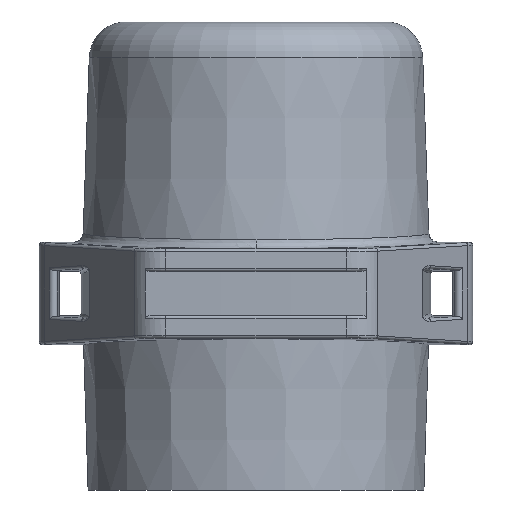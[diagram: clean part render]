
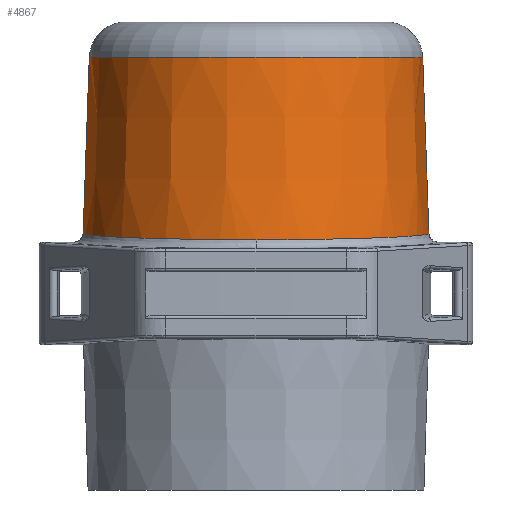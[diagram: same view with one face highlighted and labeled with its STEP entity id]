
A CAD part, front view. The second image highlights one B-rep face of the part: STEP entity #4867.
In plain terms, the highlighted conical face has half-angle 2 degrees and reference radius 14.986 mm.
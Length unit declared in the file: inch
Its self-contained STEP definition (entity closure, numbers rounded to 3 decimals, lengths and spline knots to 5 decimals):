
#97 = CARTESIAN_POINT ( 'NONE',  ( 0.56802, 0., 0.62936 ) ) ;
#160 = ORIENTED_EDGE ( 'NONE', *, *, #2001, .T. ) ;
#194 = CARTESIAN_POINT ( 'NONE',  ( 0.43024, -0.4034, 0.01534 ) ) ;
#240 = CARTESIAN_POINT ( 'NONE',  ( 0.15276, -0.56987, 0.00922 ) ) ;
#300 = EDGE_CURVE ( 'NONE', #1830, #4567, #3239, .T. ) ;
#302 = AXIS2_PLACEMENT_3D ( 'NONE', #3134, #830, #4628 ) ;
#332 = CARTESIAN_POINT ( 'NONE',  ( -0.58515, -0.07785, 0.02732 ) ) ;
#389 = VECTOR ( 'NONE', #2903, 39.37008 ) ;
#429 = CARTESIAN_POINT ( 'NONE',  ( -0.38914, -0.44454, 0.01383 ) ) ;
#585 = CARTESIAN_POINT ( 'NONE',  ( 0.2947, -0.51104, 0.01139 ) ) ;
#608 = CARTESIAN_POINT ( 'NONE',  ( 0.58522, -0.07723, 0.02734 ) ) ;
#620 = VECTOR ( 'NONE', #3697, 39.37008 ) ;
#670 = CIRCLE ( 'NONE', #4730, 0.56802 ) ;
#686 = DIRECTION ( 'NONE',  ( -1., 0., 0. ) ) ;
#797 = CARTESIAN_POINT ( 'NONE',  ( -0.57014, -0.15331, 0.02454 ) ) ;
#830 = DIRECTION ( 'NONE',  ( 0., 0., -1. ) ) ;
#989 = CARTESIAN_POINT ( 'NONE',  ( 0.58895, 0., 0.03018 ) ) ;
#1010 = CARTESIAN_POINT ( 'NONE',  ( 0.55824, -0.18945, 0.02321 ) ) ;
#1036 = CARTESIAN_POINT ( 'NONE',  ( 0.07674, -0.58597, 0.00863 ) ) ;
#1068 = CARTESIAN_POINT ( 'NONE',  ( 0., 0., 0.62936 ) ) ;
#1101 = CARTESIAN_POINT ( 'NONE',  ( -0.15304, -0.57078, 0.00919 ) ) ;
#1129 = CARTESIAN_POINT ( 'NONE',  ( -0.44411, -0.38952, 0.01586 ) ) ;
#1169 = CARTESIAN_POINT ( 'NONE',  ( -0.58895, 0., 0.03018 ) ) ;
#1230 = FACE_OUTER_BOUND ( 'NONE', #4829, .T. ) ;
#1296 = ORIENTED_EDGE ( 'NONE', *, *, #2477, .T. ) ;
#1389 = CARTESIAN_POINT ( 'NONE',  ( 0.55167, -0.20787, 0.02253 ) ) ;
#1440 = CARTESIAN_POINT ( 'NONE',  ( 0.56941, -0.15242, 0.02457 ) ) ;
#1503 = CARTESIAN_POINT ( 'NONE',  ( -0.52856, -0.26125, 0.02057 ) ) ;
#1523 = ORIENTED_EDGE ( 'NONE', *, *, #1550, .F. ) ;
#1550 = EDGE_CURVE ( 'NONE', #2255, #4764, #4796, .T. ) ;
#1575 = CARTESIAN_POINT ( 'NONE',  ( -0.29503, -0.51084, 0.01139 ) ) ;
#1758 = CARTESIAN_POINT ( 'NONE',  ( 0.22588, -0.54568, 0.01011 ) ) ;
#1783 = CARTESIAN_POINT ( 'NONE',  ( 0.26065, -0.52924, 0.01072 ) ) ;
#1798 = VERTEX_POINT ( 'NONE', #2711 ) ;
#1830 = VERTEX_POINT ( 'NONE', #1169 ) ;
#1948 = CARTESIAN_POINT ( 'NONE',  ( -0.31154, -0.50093, 0.01176 ) ) ;
#2001 = EDGE_CURVE ( 'NONE', #1798, #1830, #4746, .T. ) ;
#2073 = ORIENTED_EDGE ( 'NONE', *, *, #300, .T. ) ;
#2128 = CARTESIAN_POINT ( 'NONE',  ( 0.59, 0., 0. ) ) ;
#2133 = CARTESIAN_POINT ( 'NONE',  ( 0.51145, -0.29532, 0.01932 ) ) ;
#2162 = B_SPLINE_CURVE_WITH_KNOTS ( 'NONE', 3,
 ( #3485, #3282, #1036, #4411, #240, #2890, #1758, #1783, #585, #2913, #4804, #3234, #194, #4757, #4084, #3303, #2133, #4434, #1389, #1010, #1440, #2959, #608, #2486, #989 ),
 .UNSPECIFIED., .F., .F.,
 ( 4, 2, 2, 1, 2, 2, 2, 2, 2, 2, 2, 2, 4 ),
 ( 0.0237, 0.02667, 0.02815, 0.02963, 0.03111, 0.0326, 0.03556, 0.03704, 0.03853, 0.04149, 0.04297, 0.04446, 0.04742 ),
 .UNSPECIFIED. ) ;
#2219 = CARTESIAN_POINT ( 'NONE',  ( -0.46851, -0.35969, 0.01695 ) ) ;
#2240 = CARTESIAN_POINT ( 'NONE',  ( -0.03848, -0.58877, 0.00853 ) ) ;
#2255 = VERTEX_POINT ( 'NONE', #97 ) ;
#2320 = CARTESIAN_POINT ( 'NONE',  ( -0.51035, -0.29533, 0.01932 ) ) ;
#2409 = CARTESIAN_POINT ( 'NONE',  ( 0., -0.5897, 0.00849 ) ) ;
#2451 = CONICAL_SURFACE ( 'NONE', #302, 0.59, 0.035 ) ;
#2477 = EDGE_CURVE ( 'NONE', #2255, #1798, #670, .T. ) ;
#2486 = CARTESIAN_POINT ( 'NONE',  ( 0.589, -0.03894, 0.02875 ) ) ;
#2622 = CARTESIAN_POINT ( 'NONE',  ( -0.09636, -0.58209, 0.00878 ) ) ;
#2711 = CARTESIAN_POINT ( 'NONE',  ( -0.56802, 0., 0.62936 ) ) ;
#2877 = CARTESIAN_POINT ( 'NONE',  ( -0.59, 0., 0. ) ) ;
#2890 = CARTESIAN_POINT ( 'NONE',  ( 0.18968, -0.55865, 0.00964 ) ) ;
#2903 = DIRECTION ( 'NONE',  ( -0.035, 0., -0.999 ) ) ;
#2913 = CARTESIAN_POINT ( 'NONE',  ( 0.31145, -0.50099, 0.01176 ) ) ;
#2959 = CARTESIAN_POINT ( 'NONE',  ( 0.57406, -0.13374, 0.02526 ) ) ;
#3059 = CARTESIAN_POINT ( 'NONE',  ( 0.58895, 0., 0.03018 ) ) ;
#3075 = CARTESIAN_POINT ( 'NONE',  ( -0.58895, 0., 0.03018 ) ) ;
#3099 = CARTESIAN_POINT ( 'NONE',  ( -0.26091, -0.52911, 0.01072 ) ) ;
#3134 = CARTESIAN_POINT ( 'NONE',  ( 0., 0., 0. ) ) ;
#3234 = CARTESIAN_POINT ( 'NONE',  ( 0.38946, -0.44422, 0.01384 ) ) ;
#3239 = B_SPLINE_CURVE_WITH_KNOTS ( 'NONE', 3,
 ( #3075, #4224, #332, #797, #3474, #4548, #1503, #2320, #3844, #2219, #1129, #429, #4176, #1948, #1575, #3099, #4523, #3370, #1101, #2622, #4151, #2240, #3766, #4669 ),
 .UNSPECIFIED., .F., .F.,
 ( 4, 2, 2, 2, 2, 2, 2, 2, 2, 2, 2, 4 ),
 ( 0., 0.00296, 0.00593, 0.00741, 0.00889, 0.01185, 0.01481, 0.01629, 0.01778, 0.02074, 0.02222, 0.0237 ),
 .UNSPECIFIED. ) ;
#3282 = CARTESIAN_POINT ( 'NONE',  ( 0.03847, -0.5897, 0.00849 ) ) ;
#3303 = CARTESIAN_POINT ( 'NONE',  ( 0.4794, -0.3434, 0.01755 ) ) ;
#3370 = CARTESIAN_POINT ( 'NONE',  ( -0.18976, -0.55963, 0.0096 ) ) ;
#3474 = CARTESIAN_POINT ( 'NONE',  ( -0.55904, -0.19003, 0.02319 ) ) ;
#3485 = CARTESIAN_POINT ( 'NONE',  ( 0., -0.5897, 0.00849 ) ) ;
#3697 = DIRECTION ( 'NONE',  ( 0.035, 0., -0.999 ) ) ;
#3766 = CARTESIAN_POINT ( 'NONE',  ( -0.01922, -0.5897, 0.00849 ) ) ;
#3844 = CARTESIAN_POINT ( 'NONE',  ( -0.50047, -0.31182, 0.01871 ) ) ;
#4084 = CARTESIAN_POINT ( 'NONE',  ( 0.46785, -0.35902, 0.01698 ) ) ;
#4151 = CARTESIAN_POINT ( 'NONE',  ( -0.07712, -0.58495, 0.00867 ) ) ;
#4176 = CARTESIAN_POINT ( 'NONE',  ( -0.3594, -0.46891, 0.01294 ) ) ;
#4224 = CARTESIAN_POINT ( 'NONE',  ( -0.589, -0.03891, 0.02875 ) ) ;
#4411 = CARTESIAN_POINT ( 'NONE',  ( 0.13384, -0.57462, 0.00905 ) ) ;
#4434 = CARTESIAN_POINT ( 'NONE',  ( 0.52952, -0.26144, 0.02056 ) ) ;
#4491 = DIRECTION ( 'NONE',  ( 0., 0., -1. ) ) ;
#4523 = CARTESIAN_POINT ( 'NONE',  ( -0.24326, -0.53747, 0.01042 ) ) ;
#4548 = CARTESIAN_POINT ( 'NONE',  ( -0.53691, -0.24358, 0.02122 ) ) ;
#4567 = VERTEX_POINT ( 'NONE', #2409 ) ;
#4624 = EDGE_CURVE ( 'NONE', #4567, #4764, #2162, .T. ) ;
#4628 = DIRECTION ( 'NONE',  ( 1., 0., 0. ) ) ;
#4669 = CARTESIAN_POINT ( 'NONE',  ( 0., -0.5897, 0.00849 ) ) ;
#4730 = AXIS2_PLACEMENT_3D ( 'NONE', #1068, #4491, #686 ) ;
#4746 = LINE ( 'NONE', #2877, #389 ) ;
#4757 = CARTESIAN_POINT ( 'NONE',  ( 0.44321, -0.38909, 0.01587 ) ) ;
#4764 = VERTEX_POINT ( 'NONE', #3059 ) ;
#4796 = LINE ( 'NONE', #2128, #620 ) ;
#4804 = CARTESIAN_POINT ( 'NONE',  ( 0.35978, -0.46865, 0.01295 ) ) ;
#4829 = EDGE_LOOP ( 'NONE', ( #1296, #160, #2073, #4860, #1523 ) ) ;
#4860 = ORIENTED_EDGE ( 'NONE', *, *, #4624, .T. ) ;
#4867 = ADVANCED_FACE ( 'NONE', ( #1230 ), #2451, .T. ) ;
